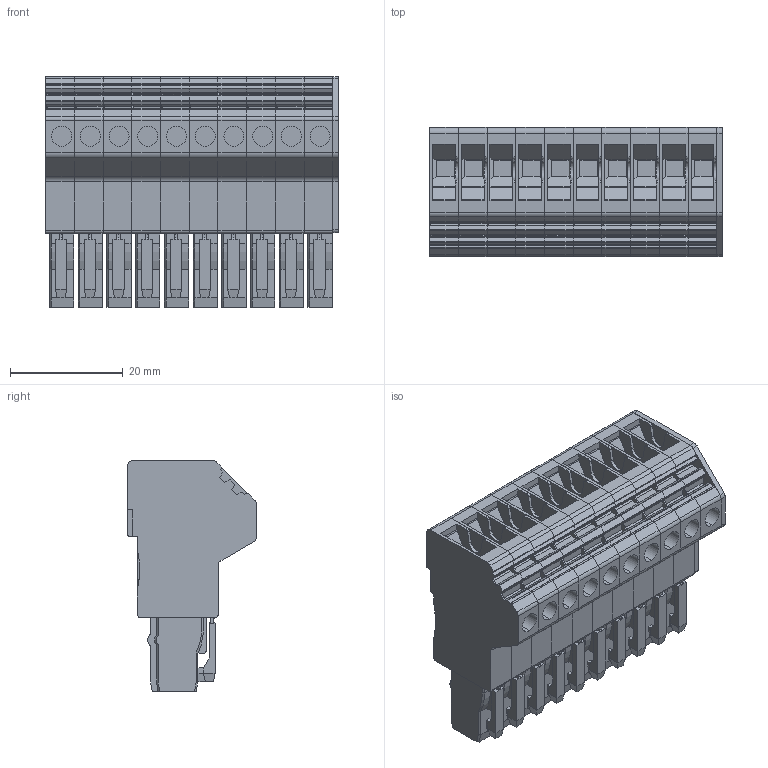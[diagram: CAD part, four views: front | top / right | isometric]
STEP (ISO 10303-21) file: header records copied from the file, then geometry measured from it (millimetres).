
FILE_DESCRIPTION(('CATIA V5 STEP Exchange','CAx-IF Rec.Pracs.--- Model Styling and Organization---1.4--- 2014-01-23'),'2;1');
FILE_NAME ('010895-2_1', '2021-06-07T08:17:18+00:00', ('none'), ('Weidmueller'), 'CATIA Version 5-6 Release 2016 SP3 HF44', 'CATIA V5 STEP AP214', 'none');
FILE_SCHEMA(('AUTOMOTIVE_DESIGN { 1 0 10303 214 1 1 1 1 }'));
Products named in the file (1): Product1_AllCATPart
Bounding box: 52 x 22.9 x 41 mm (x, y, z)
Volume: 26974.3 mm3; surface area: 23472.2 mm2
Topology: 11 solids, 11 shells, 2378 faces, 6341 edges, 4068 vertices
Faces by surface type: plane 1379, cylinder 608, cone 265, torus 126
Entity records: 69780 total; most frequent: CARTESIAN_POINT 12712, ORIENTED_EDGE 12682, DIRECTION 10115, EDGE_CURVE 6341, VECTOR 4514, LINE 4514, VERTEX_POINT 4068, AXIS2_PLACEMENT_3D 3636
